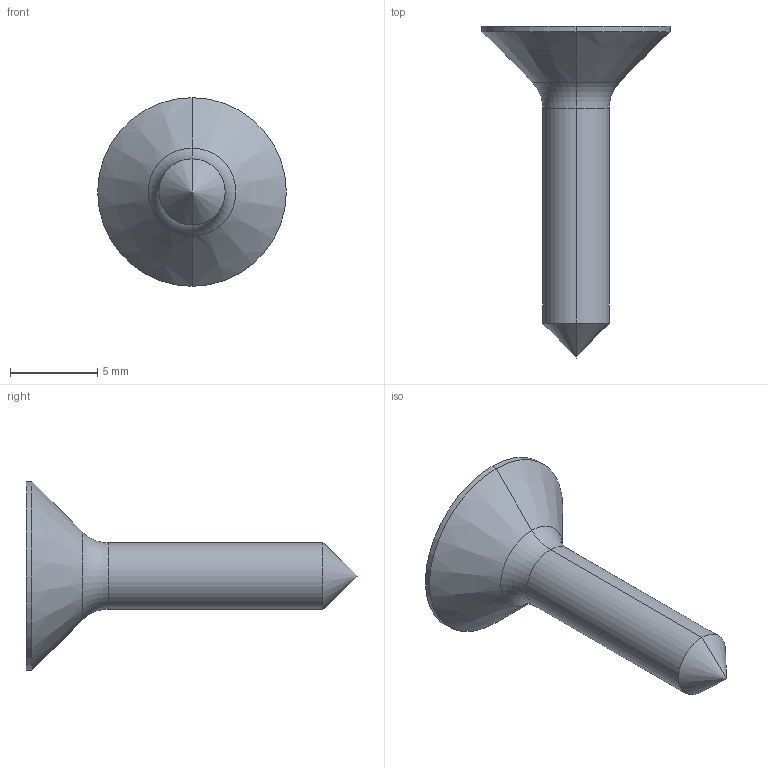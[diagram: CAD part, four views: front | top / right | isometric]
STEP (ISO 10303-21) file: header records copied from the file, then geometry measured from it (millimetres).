
FILE_DESCRIPTION (( 'STEP AP203' ), '1' );
FILE_NAME ('58351-240-19.STEP', '2021-02-23T13:48:30', ( '' ), ( '' ), 'SwSTEP 2.0', 'SolidWorks 2018', '' );
FILE_SCHEMA (( 'CONFIG_CONTROL_DESIGN' ));
Length unit declared in the file: millimetre
Products named in the file (2): 58351-240-19
Bounding box: 10.8 x 19 x 10.8 mm (x, y, z)
Volume: 331.2 mm3; surface area: 421 mm2
Topology: 1 solids, 1 shells, 331 faces, 892 edges, 591 vertices
Faces by surface type: plane 182, bspline 139, cylinder 4, cone 4, torus 2
Entity records: 17189 total; most frequent: CARTESIAN_POINT 9681, ORIENTED_EDGE 1780, DIRECTION 1012, EDGE_CURVE 890, VECTOR 600, LINE 600, VERTEX_POINT 591, EDGE_LOOP 361
